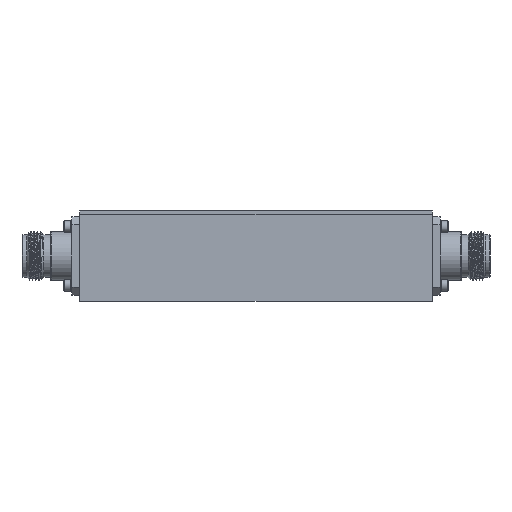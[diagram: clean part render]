
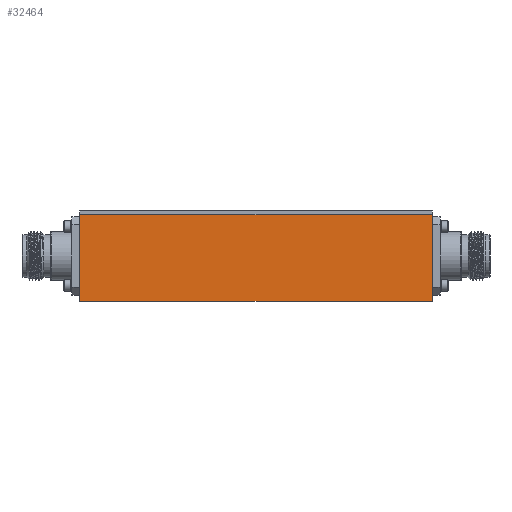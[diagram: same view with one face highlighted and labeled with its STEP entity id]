
A CAD part, left-side view. The second image highlights one B-rep face of the part: STEP entity #32464.
In plain terms, the highlighted planar face has unit normal (-1, 0, 0).
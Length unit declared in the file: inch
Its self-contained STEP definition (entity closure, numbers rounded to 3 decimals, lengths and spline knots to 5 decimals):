
#449 = DIRECTION ( 'NONE',  ( 0., 0., -1. ) ) ;
#3211 = EDGE_CURVE ( 'NONE', #13705, #4526, #31670, .T. ) ;
#4526 = VERTEX_POINT ( 'NONE', #5088 ) ;
#5008 = EDGE_LOOP ( 'NONE', ( #12053, #5546, #12031, #9101 ) ) ;
#5088 = CARTESIAN_POINT ( 'NONE',  ( -1.5, -2.25, 0.525 ) ) ;
#5546 = ORIENTED_EDGE ( 'NONE', *, *, #17192, .T. ) ;
#5679 = CARTESIAN_POINT ( 'NONE',  ( -1.5, -2.25, -0.575 ) ) ;
#6364 = VECTOR ( 'NONE', #18914, 39.37008 ) ;
#7928 = AXIS2_PLACEMENT_3D ( 'NONE', #8991, #12199, #40900 ) ;
#8663 = LINE ( 'NONE', #32249, #30653 ) ;
#8991 = CARTESIAN_POINT ( 'NONE',  ( -1.5, -2.25, 0.575 ) ) ;
#9101 = ORIENTED_EDGE ( 'NONE', *, *, #18527, .F. ) ;
#12031 = ORIENTED_EDGE ( 'NONE', *, *, #14687, .T. ) ;
#12053 = ORIENTED_EDGE ( 'NONE', *, *, #3211, .F. ) ;
#12199 = DIRECTION ( 'NONE',  ( 1., 0., 0. ) ) ;
#13237 = CARTESIAN_POINT ( 'NONE',  ( -1.5, 2.25, 0.575 ) ) ;
#13705 = VERTEX_POINT ( 'NONE', #15102 ) ;
#14687 = EDGE_CURVE ( 'NONE', #28324, #28847, #22823, .T. ) ;
#15102 = CARTESIAN_POINT ( 'NONE',  ( -1.5, 2.25, 0.525 ) ) ;
#15430 = FACE_OUTER_BOUND ( 'NONE', #5008, .T. ) ;
#17192 = EDGE_CURVE ( 'NONE', #13705, #28324, #39107, .T. ) ;
#17677 = CARTESIAN_POINT ( 'NONE',  ( -1.5, -2.25, 0.525 ) ) ;
#18527 = EDGE_CURVE ( 'NONE', #4526, #28847, #8663, .T. ) ;
#18914 = DIRECTION ( 'NONE',  ( 0., -1., 0. ) ) ;
#22823 = LINE ( 'NONE', #5679, #6364 ) ;
#23670 = CARTESIAN_POINT ( 'NONE',  ( -1.5, 2.25, -0.575 ) ) ;
#24674 = VECTOR ( 'NONE', #33318, 39.37008 ) ;
#24867 = PLANE ( 'NONE',  #7928 ) ;
#28324 = VERTEX_POINT ( 'NONE', #23670 ) ;
#28847 = VERTEX_POINT ( 'NONE', #39529 ) ;
#30653 = VECTOR ( 'NONE', #449, 39.37008 ) ;
#31670 = LINE ( 'NONE', #17677, #24674 ) ;
#32249 = CARTESIAN_POINT ( 'NONE',  ( -1.5, -2.25, 0.575 ) ) ;
#32464 = ADVANCED_FACE ( 'NONE', ( #15430 ), #24867, .F. ) ;
#33318 = DIRECTION ( 'NONE',  ( 0., -1., 0. ) ) ;
#35850 = DIRECTION ( 'NONE',  ( 0., 0., -1. ) ) ;
#39107 = LINE ( 'NONE', #13237, #40122 ) ;
#39529 = CARTESIAN_POINT ( 'NONE',  ( -1.5, -2.25, -0.575 ) ) ;
#40122 = VECTOR ( 'NONE', #35850, 39.37008 ) ;
#40900 = DIRECTION ( 'NONE',  ( 0., 0., -1. ) ) ;
